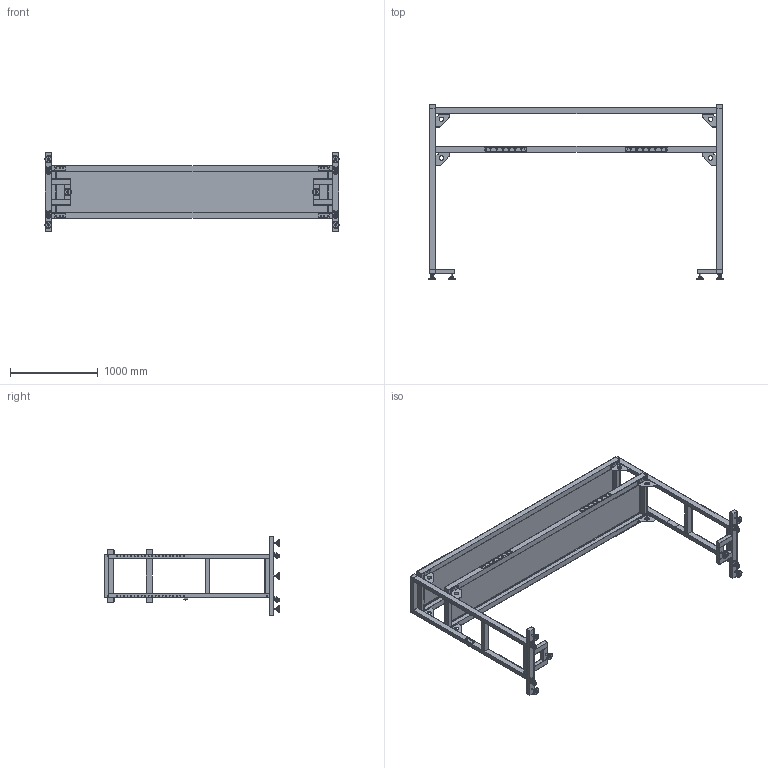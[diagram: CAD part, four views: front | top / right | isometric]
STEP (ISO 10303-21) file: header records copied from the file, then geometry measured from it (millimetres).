
FILE_DESCRIPTION (( 'STEP AP203' ), '1' );
FILE_NAME ('516215.STEP', '2025-07-03T08:14:23', ( '' ), ( '' ), 'SwSTEP 2.0', 'SolidWorks 2020', '' );
FILE_SCHEMA (( 'CONFIG_CONTROL_DESIGN' ));
Products named in the file (1): 516215
Bounding box: 3349.93 x 2001 x 900 mm (x, y, z)
Volume: 28045312.5 mm3; surface area: 20411384.7 mm2
Topology: 55 solids, 55 shells, 2557 faces, 6580 edges, 4296 vertices
Faces by surface type: plane 1433, cylinder 1048, torus 48, bspline 16, cone 12
Entity records: 79611 total; most frequent: CARTESIAN_POINT 14234, DIRECTION 13748, ORIENTED_EDGE 13160, EDGE_CURVE 6580, AXIS2_PLACEMENT_3D 4690, VECTOR 4368, LINE 4368, VERTEX_POINT 4296
